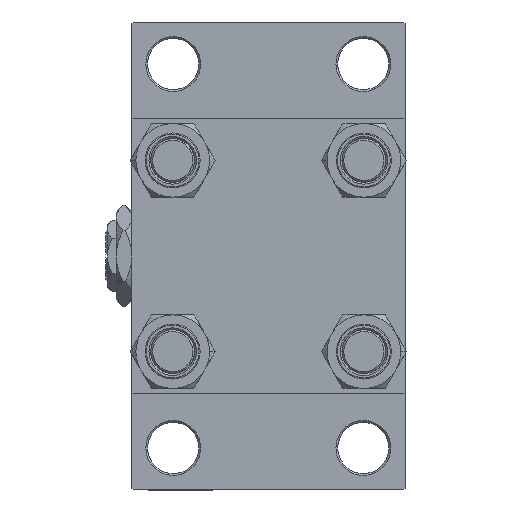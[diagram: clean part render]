
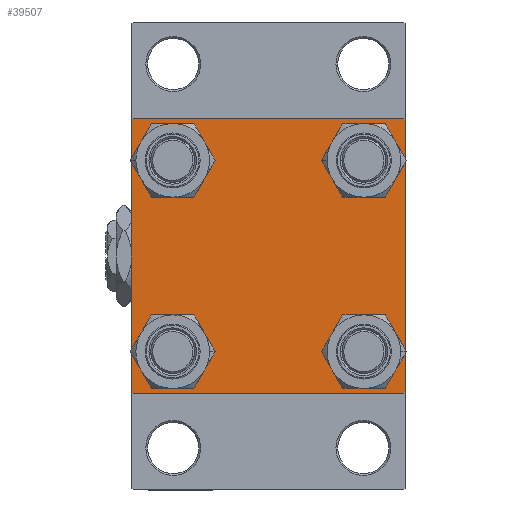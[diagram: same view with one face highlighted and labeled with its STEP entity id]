
A CAD part, left-side view. The second image highlights one B-rep face of the part: STEP entity #39507.
In plain terms, the highlighted planar face has unit normal (-1, 0, 0).
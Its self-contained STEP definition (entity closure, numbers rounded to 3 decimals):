
#1025 = CARTESIAN_POINT ( 'NONE',  ( 0., -26.15, -26.15 ) ) ;
#1413 = CARTESIAN_POINT ( 'NONE',  ( 0., 26.15, -19.65 ) ) ;
#2504 = CARTESIAN_POINT ( 'NONE',  ( 0., -26.15, -19.65 ) ) ;
#2741 = DIRECTION ( 'NONE',  ( 0., 0., 1. ) ) ;
#2922 = DIRECTION ( 'NONE',  ( 0., 0., 1. ) ) ;
#3760 = CARTESIAN_POINT ( 'NONE',  ( 0., 37.5, 37. ) ) ;
#3971 = VERTEX_POINT ( 'NONE', #32532 ) ;
#4381 = CARTESIAN_POINT ( 'NONE',  ( 0., 26.15, -26.15 ) ) ;
#5119 = EDGE_CURVE ( 'NONE', #30292, #40518, #26874, .T. ) ;
#5361 = CARTESIAN_POINT ( 'NONE',  ( 0., -26.15, 26.15 ) ) ;
#5423 = VECTOR ( 'NONE', #37529, 1000. ) ;
#5446 = CARTESIAN_POINT ( 'NONE',  ( 0., 37.5, -37. ) ) ;
#5470 = CARTESIAN_POINT ( 'NONE',  ( 0., 37.5, -37.5 ) ) ;
#6153 = ORIENTED_EDGE ( 'NONE', *, *, #38079, .T. ) ;
#6520 = CIRCLE ( 'NONE', #12128, 6.5 ) ;
#7686 = FACE_OUTER_BOUND ( 'NONE', #31302, .T. ) ;
#9710 = CARTESIAN_POINT ( 'NONE',  ( 0., -26.15, 32.65 ) ) ;
#9984 = DIRECTION ( 'NONE',  ( 0., -1., 0. ) ) ;
#10028 = ORIENTED_EDGE ( 'NONE', *, *, #39751, .F. ) ;
#10120 = ORIENTED_EDGE ( 'NONE', *, *, #17164, .T. ) ;
#11027 = CIRCLE ( 'NONE', #34118, 6.5 ) ;
#11382 = DIRECTION ( 'NONE',  ( 1., 0., 0. ) ) ;
#11651 = VERTEX_POINT ( 'NONE', #36036 ) ;
#11749 = CIRCLE ( 'NONE', #39563, 6.5 ) ;
#11756 = ORIENTED_EDGE ( 'NONE', *, *, #46195, .T. ) ;
#11789 = CARTESIAN_POINT ( 'NONE',  ( 0., 26.15, -32.65 ) ) ;
#11808 = AXIS2_PLACEMENT_3D ( 'NONE', #12165, #26885, #30621 ) ;
#11868 = DIRECTION ( 'NONE',  ( 0., 0., 1. ) ) ;
#12128 = AXIS2_PLACEMENT_3D ( 'NONE', #37043, #41035, #2922 ) ;
#12165 = CARTESIAN_POINT ( 'NONE',  ( 0., 0., 0. ) ) ;
#12432 = VERTEX_POINT ( 'NONE', #19006 ) ;
#12624 = CIRCLE ( 'NONE', #42086, 6.5 ) ;
#13199 = VERTEX_POINT ( 'NONE', #11789 ) ;
#13522 = VERTEX_POINT ( 'NONE', #39101 ) ;
#13634 = ORIENTED_EDGE ( 'NONE', *, *, #14463, .T. ) ;
#14463 = EDGE_CURVE ( 'NONE', #40518, #43173, #43571, .T. ) ;
#14521 = VECTOR ( 'NONE', #15643, 1000. ) ;
#14802 = CIRCLE ( 'NONE', #42631, 6.5 ) ;
#15355 = DIRECTION ( 'NONE',  ( 0., 0., 1. ) ) ;
#15643 = DIRECTION ( 'NONE',  ( 0., -0.707, -0.707 ) ) ;
#16626 = VERTEX_POINT ( 'NONE', #48417 ) ;
#16736 = VECTOR ( 'NONE', #40056, 1000. ) ;
#16946 = EDGE_LOOP ( 'NONE', ( #45814, #44505 ) ) ;
#16965 = CARTESIAN_POINT ( 'NONE',  ( 0., 26.15, -26.15 ) ) ;
#17108 = DIRECTION ( 'NONE',  ( 0., 0., -1. ) ) ;
#17164 = EDGE_CURVE ( 'NONE', #11651, #3971, #14802, .T. ) ;
#17684 = DIRECTION ( 'NONE',  ( 1., 0., 0. ) ) ;
#18266 = CIRCLE ( 'NONE', #27058, 6.5 ) ;
#19006 = CARTESIAN_POINT ( 'NONE',  ( 0., -37.5, -37. ) ) ;
#19169 = AXIS2_PLACEMENT_3D ( 'NONE', #33794, #11382, #11868 ) ;
#19295 = VERTEX_POINT ( 'NONE', #9710 ) ;
#19392 = FACE_BOUND ( 'NONE', #32686, .T. ) ;
#19846 = EDGE_CURVE ( 'NONE', #19295, #13522, #11749, .T. ) ;
#20303 = VECTOR ( 'NONE', #35854, 1000. ) ;
#20524 = VECTOR ( 'NONE', #17108, 1000. ) ;
#20543 = EDGE_CURVE ( 'NONE', #32516, #46732, #21688, .T. ) ;
#20552 = DIRECTION ( 'NONE',  ( 0., 0., 1. ) ) ;
#20674 = DIRECTION ( 'NONE',  ( 0., 0.707, 0.707 ) ) ;
#21271 = AXIS2_PLACEMENT_3D ( 'NONE', #16965, #48108, #44108 ) ;
#21688 = LINE ( 'NONE', #43621, #24503 ) ;
#22640 = CARTESIAN_POINT ( 'NONE',  ( 0., 26.15, 26.15 ) ) ;
#23144 = PLANE ( 'NONE',  #11808 ) ;
#23638 = VERTEX_POINT ( 'NONE', #1413 ) ;
#24046 = ORIENTED_EDGE ( 'NONE', *, *, #41542, .T. ) ;
#24180 = EDGE_LOOP ( 'NONE', ( #6153, #45527 ) ) ;
#24182 = DIRECTION ( 'NONE',  ( 1., 0., 0. ) ) ;
#24503 = VECTOR ( 'NONE', #9984, 1000. ) ;
#25423 = CARTESIAN_POINT ( 'NONE',  ( 0., -26.15, 26.15 ) ) ;
#25579 = ORIENTED_EDGE ( 'NONE', *, *, #40029, .T. ) ;
#25922 = EDGE_CURVE ( 'NONE', #13522, #19295, #12624, .T. ) ;
#26874 = LINE ( 'NONE', #37322, #14521 ) ;
#26885 = DIRECTION ( 'NONE',  ( -1., 0., 0. ) ) ;
#27058 = AXIS2_PLACEMENT_3D ( 'NONE', #1025, #24182, #31658 ) ;
#28027 = EDGE_CURVE ( 'NONE', #45715, #35930, #18266, .T. ) ;
#28094 = CARTESIAN_POINT ( 'NONE',  ( 0., -37.5, 37.5 ) ) ;
#28372 = LINE ( 'NONE', #44049, #16736 ) ;
#29365 = VECTOR ( 'NONE', #20674, 1000. ) ;
#29367 = DIRECTION ( 'NONE',  ( 1., 0., 0. ) ) ;
#29893 = CARTESIAN_POINT ( 'NONE',  ( 0., 37., 37.5 ) ) ;
#29903 = CARTESIAN_POINT ( 'NONE',  ( 0., 37.25, 37.25 ) ) ;
#30292 = VERTEX_POINT ( 'NONE', #5446 ) ;
#30312 = CIRCLE ( 'NONE', #19169, 6.5 ) ;
#30373 = FACE_BOUND ( 'NONE', #16946, .T. ) ;
#30398 = EDGE_CURVE ( 'NONE', #43173, #12432, #28372, .T. ) ;
#30509 = ORIENTED_EDGE ( 'NONE', *, *, #30398, .T. ) ;
#30621 = DIRECTION ( 'NONE',  ( 0., 0., 1. ) ) ;
#30879 = EDGE_LOOP ( 'NONE', ( #33856, #37333 ) ) ;
#31302 = EDGE_LOOP ( 'NONE', ( #25579, #31652, #13634, #30509, #10028, #24046, #46536, #36536 ) ) ;
#31652 = ORIENTED_EDGE ( 'NONE', *, *, #5119, .T. ) ;
#31658 = DIRECTION ( 'NONE',  ( 0., 0., 1. ) ) ;
#32030 = DIRECTION ( 'NONE',  ( 1., 0., 0. ) ) ;
#32516 = VERTEX_POINT ( 'NONE', #29893 ) ;
#32532 = CARTESIAN_POINT ( 'NONE',  ( 0., 26.15, 19.65 ) ) ;
#32686 = EDGE_LOOP ( 'NONE', ( #10120, #11756 ) ) ;
#32888 = DIRECTION ( 'NONE',  ( 0., 0.707, -0.707 ) ) ;
#32918 = CARTESIAN_POINT ( 'NONE',  ( 0., -37., 37.5 ) ) ;
#33194 = VECTOR ( 'NONE', #32888, 1000. ) ;
#33794 = CARTESIAN_POINT ( 'NONE',  ( 0., 26.15, 26.15 ) ) ;
#33856 = ORIENTED_EDGE ( 'NONE', *, *, #49246, .T. ) ;
#34118 = AXIS2_PLACEMENT_3D ( 'NONE', #4381, #38275, #15355 ) ;
#34307 = LINE ( 'NONE', #45993, #5423 ) ;
#34904 = CARTESIAN_POINT ( 'NONE',  ( 0., -37.25, 37.25 ) ) ;
#35260 = EDGE_CURVE ( 'NONE', #32516, #44581, #45093, .T. ) ;
#35546 = LINE ( 'NONE', #28094, #20524 ) ;
#35854 = DIRECTION ( 'NONE',  ( 0., -1., 0. ) ) ;
#35877 = EDGE_CURVE ( 'NONE', #13199, #23638, #45987, .T. ) ;
#35930 = VERTEX_POINT ( 'NONE', #2504 ) ;
#36036 = CARTESIAN_POINT ( 'NONE',  ( 0., 26.15, 32.65 ) ) ;
#36536 = ORIENTED_EDGE ( 'NONE', *, *, #35260, .T. ) ;
#37043 = CARTESIAN_POINT ( 'NONE',  ( 0., -26.15, -26.15 ) ) ;
#37322 = CARTESIAN_POINT ( 'NONE',  ( 0., 37.25, -37.25 ) ) ;
#37333 = ORIENTED_EDGE ( 'NONE', *, *, #28027, .T. ) ;
#37529 = DIRECTION ( 'NONE',  ( 0., 0., -1. ) ) ;
#38079 = EDGE_CURVE ( 'NONE', #23638, #13199, #11027, .T. ) ;
#38275 = DIRECTION ( 'NONE',  ( 1., 0., 0. ) ) ;
#39101 = CARTESIAN_POINT ( 'NONE',  ( 0., -26.15, 19.65 ) ) ;
#39507 = ADVANCED_FACE ( 'NONE', ( #30373, #46294, #45809, #19392, #7686 ), #23144, .T. ) ;
#39563 = AXIS2_PLACEMENT_3D ( 'NONE', #5361, #32030, #20552 ) ;
#39751 = EDGE_CURVE ( 'NONE', #16626, #12432, #35546, .T. ) ;
#40029 = EDGE_CURVE ( 'NONE', #44581, #30292, #34307, .T. ) ;
#40056 = DIRECTION ( 'NONE',  ( 0., -0.707, 0.707 ) ) ;
#40518 = VERTEX_POINT ( 'NONE', #44133 ) ;
#41035 = DIRECTION ( 'NONE',  ( 1., 0., 0. ) ) ;
#41542 = EDGE_CURVE ( 'NONE', #16626, #46732, #46130, .T. ) ;
#42086 = AXIS2_PLACEMENT_3D ( 'NONE', #25423, #17684, #2741 ) ;
#42631 = AXIS2_PLACEMENT_3D ( 'NONE', #22640, #29367, #48804 ) ;
#43173 = VERTEX_POINT ( 'NONE', #44073 ) ;
#43571 = LINE ( 'NONE', #5470, #20303 ) ;
#43621 = CARTESIAN_POINT ( 'NONE',  ( 0., 37.5, 37.5 ) ) ;
#44049 = CARTESIAN_POINT ( 'NONE',  ( 0., -37.25, -37.25 ) ) ;
#44073 = CARTESIAN_POINT ( 'NONE',  ( 0., -37., -37.5 ) ) ;
#44108 = DIRECTION ( 'NONE',  ( 0., 0., 1. ) ) ;
#44133 = CARTESIAN_POINT ( 'NONE',  ( 0., 37., -37.5 ) ) ;
#44505 = ORIENTED_EDGE ( 'NONE', *, *, #25922, .T. ) ;
#44581 = VERTEX_POINT ( 'NONE', #3760 ) ;
#45093 = LINE ( 'NONE', #29903, #33194 ) ;
#45527 = ORIENTED_EDGE ( 'NONE', *, *, #35877, .T. ) ;
#45715 = VERTEX_POINT ( 'NONE', #46173 ) ;
#45809 = FACE_BOUND ( 'NONE', #24180, .T. ) ;
#45814 = ORIENTED_EDGE ( 'NONE', *, *, #19846, .T. ) ;
#45987 = CIRCLE ( 'NONE', #21271, 6.5 ) ;
#45993 = CARTESIAN_POINT ( 'NONE',  ( 0., 37.5, 37.5 ) ) ;
#46130 = LINE ( 'NONE', #34904, #29365 ) ;
#46173 = CARTESIAN_POINT ( 'NONE',  ( 0., -26.15, -32.65 ) ) ;
#46195 = EDGE_CURVE ( 'NONE', #3971, #11651, #30312, .T. ) ;
#46294 = FACE_BOUND ( 'NONE', #30879, .T. ) ;
#46536 = ORIENTED_EDGE ( 'NONE', *, *, #20543, .F. ) ;
#46732 = VERTEX_POINT ( 'NONE', #32918 ) ;
#48108 = DIRECTION ( 'NONE',  ( 1., 0., 0. ) ) ;
#48417 = CARTESIAN_POINT ( 'NONE',  ( 0., -37.5, 37. ) ) ;
#48804 = DIRECTION ( 'NONE',  ( 0., 0., 1. ) ) ;
#49246 = EDGE_CURVE ( 'NONE', #35930, #45715, #6520, .T. ) ;
